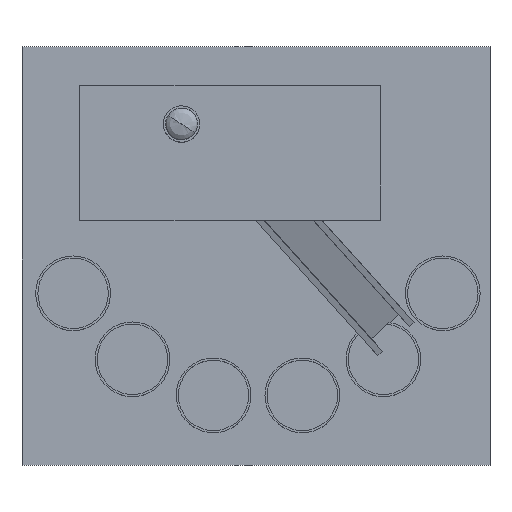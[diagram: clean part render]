
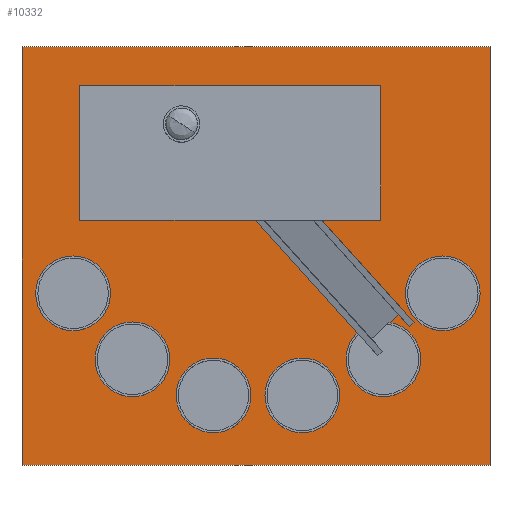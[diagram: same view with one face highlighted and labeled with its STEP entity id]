
A CAD part, top view. The second image highlights one B-rep face of the part: STEP entity #10332.
In plain terms, the highlighted face is planar.
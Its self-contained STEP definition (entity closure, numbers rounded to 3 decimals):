
#11 = DIRECTION ( 'NONE',  ( 0., 0., -1. ) ) ;
#18 = VECTOR ( 'NONE', #10406, 1000. ) ;
#100 = EDGE_CURVE ( 'NONE', #5819, #8463, #5557, .T. ) ;
#554 = ORIENTED_EDGE ( 'NONE', *, *, #14509, .F. ) ;
#569 = DIRECTION ( 'NONE',  ( 0., 0., -1. ) ) ;
#676 = CIRCLE ( 'NONE', #7488, 17.5 ) ;
#928 = ORIENTED_EDGE ( 'NONE', *, *, #14929, .F. ) ;
#941 = CARTESIAN_POINT ( 'NONE',  ( -144.537, -30.023, 0. ) ) ;
#1194 = DIRECTION ( 'NONE',  ( 0., 0., -1. ) ) ;
#1439 = ORIENTED_EDGE ( 'NONE', *, *, #3571, .F. ) ;
#1873 = CARTESIAN_POINT ( 'NONE',  ( -77.402, 139.279, 0. ) ) ;
#2033 = DIRECTION ( 'NONE',  ( 0., 0., -1. ) ) ;
#2266 = EDGE_CURVE ( 'NONE', #3135, #16821, #676, .T. ) ;
#2500 = VERTEX_POINT ( 'NONE', #1873 ) ;
#2540 = EDGE_LOOP ( 'NONE', ( #928, #8721 ) ) ;
#2595 = CARTESIAN_POINT ( 'NONE',  ( 51.553, 189.209, 0. ) ) ;
#2762 = VECTOR ( 'NONE', #2875, 1000. ) ;
#2875 = DIRECTION ( 'NONE',  ( 0., -1., 0. ) ) ;
#3135 = VERTEX_POINT ( 'NONE', #12598 ) ;
#3212 = EDGE_LOOP ( 'NONE', ( #9306, #1439 ) ) ;
#3314 = DIRECTION ( 'NONE',  ( 1., 0., 0. ) ) ;
#3333 = AXIS2_PLACEMENT_3D ( 'NONE', #17422, #11, #10921 ) ;
#3376 = ORIENTED_EDGE ( 'NONE', *, *, #100, .F. ) ;
#3384 = EDGE_CURVE ( 'NONE', #6603, #4138, #14955, .T. ) ;
#3445 = CIRCLE ( 'NONE', #9680, 17.5 ) ;
#3526 = CARTESIAN_POINT ( 'NONE',  ( -111.815, 59.709, 0. ) ) ;
#3571 = EDGE_CURVE ( 'NONE', #8203, #15688, #3886, .T. ) ;
#3886 = CIRCLE ( 'NONE', #3333, 17.5 ) ;
#4138 = VERTEX_POINT ( 'NONE', #14593 ) ;
#4170 = CARTESIAN_POINT ( 'NONE',  ( -112.402, 21.721, 0. ) ) ;
#4470 = ORIENTED_EDGE ( 'NONE', *, *, #6716, .F. ) ;
#4818 = CIRCLE ( 'NONE', #7361, 17.5 ) ;
#4859 = EDGE_CURVE ( 'NONE', #15688, #8203, #16940, .T. ) ;
#5096 = LINE ( 'NONE', #16095, #10713 ) ;
#5220 = CIRCLE ( 'NONE', #10316, 17.5 ) ;
#5298 = EDGE_LOOP ( 'NONE', ( #554, #14986 ) ) ;
#5359 = DIRECTION ( 'NONE',  ( -1., 0., 0. ) ) ;
#5386 = CARTESIAN_POINT ( 'NONE',  ( 51.553, -30.023, 0. ) ) ;
#5400 = ORIENTED_EDGE ( 'NONE', *, *, #3384, .F. ) ;
#5557 = LINE ( 'NONE', #9622, #2762 ) ;
#5695 = AXIS2_PLACEMENT_3D ( 'NONE', #3526, #10355, #8941 ) ;
#5808 = CARTESIAN_POINT ( 'NONE',  ( -77.402, 21.721, 0. ) ) ;
#5819 = VERTEX_POINT ( 'NONE', #12355 ) ;
#5916 = DIRECTION ( 'NONE',  ( 0., 0., -1. ) ) ;
#5996 = DIRECTION ( 'NONE',  ( 1., 0., 0. ) ) ;
#6138 = DIRECTION ( 'NONE',  ( 1., 0., 0. ) ) ;
#6208 = LINE ( 'NONE', #16950, #9864 ) ;
#6354 = EDGE_CURVE ( 'NONE', #9570, #8463, #6208, .T. ) ;
#6529 = FACE_BOUND ( 'NONE', #10466, .T. ) ;
#6603 = VERTEX_POINT ( 'NONE', #13727 ) ;
#6716 = EDGE_CURVE ( 'NONE', #16738, #5819, #5096, .T. ) ;
#7052 = AXIS2_PLACEMENT_3D ( 'NONE', #9894, #5916, #12652 ) ;
#7087 = CARTESIAN_POINT ( 'NONE',  ( -129.315, 59.709, 0. ) ) ;
#7207 = DIRECTION ( 'NONE',  ( 0., 0., -1. ) ) ;
#7361 = AXIS2_PLACEMENT_3D ( 'NONE', #11044, #9976, #3314 ) ;
#7459 = EDGE_CURVE ( 'NONE', #8347, #2500, #16980, .T. ) ;
#7472 = CARTESIAN_POINT ( 'NONE',  ( -94.315, 59.709, 0. ) ) ;
#7488 = AXIS2_PLACEMENT_3D ( 'NONE', #11145, #11323, #15322 ) ;
#7802 = AXIS2_PLACEMENT_3D ( 'NONE', #12290, #11139, #15050 ) ;
#7850 = FACE_BOUND ( 'NONE', #9561, .T. ) ;
#8024 = PLANE ( 'NONE',  #16308 ) ;
#8203 = VERTEX_POINT ( 'NONE', #4170 ) ;
#8347 = VERTEX_POINT ( 'NONE', #16689 ) ;
#8372 = CIRCLE ( 'NONE', #7802, 17.5 ) ;
#8463 = VERTEX_POINT ( 'NONE', #941 ) ;
#8465 = DIRECTION ( 'NONE',  ( 1., 0., 0. ) ) ;
#8536 = EDGE_CURVE ( 'NONE', #16821, #3135, #3445, .T. ) ;
#8708 = DIRECTION ( 'NONE',  ( 1., 0., 0. ) ) ;
#8721 = ORIENTED_EDGE ( 'NONE', *, *, #15354, .F. ) ;
#8867 = EDGE_LOOP ( 'NONE', ( #5400, #14822 ) ) ;
#8904 = LINE ( 'NONE', #14487, #18 ) ;
#8941 = DIRECTION ( 'NONE',  ( 1., 0., 0. ) ) ;
#9138 = CARTESIAN_POINT ( 'NONE',  ( -94.902, 21.721, 0. ) ) ;
#9306 = ORIENTED_EDGE ( 'NONE', *, *, #4859, .F. ) ;
#9321 = VERTEX_POINT ( 'NONE', #7087 ) ;
#9355 = CIRCLE ( 'NONE', #5695, 17.5 ) ;
#9358 = CARTESIAN_POINT ( 'NONE',  ( 0., 0., 0. ) ) ;
#9561 = EDGE_LOOP ( 'NONE', ( #13441, #10305 ) ) ;
#9570 = VERTEX_POINT ( 'NONE', #5386 ) ;
#9622 = CARTESIAN_POINT ( 'NONE',  ( -144.537, 189.209, 0. ) ) ;
#9680 = AXIS2_PLACEMENT_3D ( 'NONE', #14795, #1194, #17378 ) ;
#9715 = EDGE_LOOP ( 'NONE', ( #4470, #11961, #17049, #3376 ) ) ;
#9832 = AXIS2_PLACEMENT_3D ( 'NONE', #9138, #2033, #6138 ) ;
#9864 = VECTOR ( 'NONE', #15782, 1000. ) ;
#9894 = CARTESIAN_POINT ( 'NONE',  ( -94.902, 139.279, 0. ) ) ;
#9906 = CARTESIAN_POINT ( 'NONE',  ( -64., -6.103, 0. ) ) ;
#9939 = VERTEX_POINT ( 'NONE', #11073 ) ;
#9976 = DIRECTION ( 'NONE',  ( 0., 0., -1. ) ) ;
#10076 = DIRECTION ( 'NONE',  ( 1., 0., 0. ) ) ;
#10225 = CIRCLE ( 'NONE', #17033, 17.5 ) ;
#10305 = ORIENTED_EDGE ( 'NONE', *, *, #7459, .F. ) ;
#10316 = AXIS2_PLACEMENT_3D ( 'NONE', #9906, #14069, #10076 ) ;
#10332 = ADVANCED_FACE ( 'NONE', ( #14693, #14867, #14601, #7850, #6529, #10866, #13623 ), #8024, .F. ) ;
#10355 = DIRECTION ( 'NONE',  ( 0., 0., -1. ) ) ;
#10406 = DIRECTION ( 'NONE',  ( 0., -1., 0. ) ) ;
#10452 = EDGE_CURVE ( 'NONE', #4138, #6603, #8372, .T. ) ;
#10466 = EDGE_LOOP ( 'NONE', ( #13895, #17396 ) ) ;
#10713 = VECTOR ( 'NONE', #5359, 1000. ) ;
#10866 = FACE_BOUND ( 'NONE', #5298, .T. ) ;
#10921 = DIRECTION ( 'NONE',  ( 1., 0., 0. ) ) ;
#11044 = CARTESIAN_POINT ( 'NONE',  ( -64., -6.103, 0. ) ) ;
#11073 = CARTESIAN_POINT ( 'NONE',  ( -46.5, -6.103, 0. ) ) ;
#11139 = DIRECTION ( 'NONE',  ( 0., 0., -1. ) ) ;
#11145 = CARTESIAN_POINT ( 'NONE',  ( -64., 167.103, 0. ) ) ;
#11220 = DIRECTION ( 'NONE',  ( 0., 0., -1. ) ) ;
#11323 = DIRECTION ( 'NONE',  ( 0., 0., -1. ) ) ;
#11941 = DIRECTION ( 'NONE',  ( 0., 0., 1. ) ) ;
#11961 = ORIENTED_EDGE ( 'NONE', *, *, #15456, .T. ) ;
#12290 = CARTESIAN_POINT ( 'NONE',  ( -111.815, 101.291, 0. ) ) ;
#12355 = CARTESIAN_POINT ( 'NONE',  ( -144.537, 189.209, 0. ) ) ;
#12598 = CARTESIAN_POINT ( 'NONE',  ( -81.5, 167.103, 0. ) ) ;
#12652 = DIRECTION ( 'NONE',  ( 1., 0., 0. ) ) ;
#12763 = VERTEX_POINT ( 'NONE', #13286 ) ;
#12786 = CIRCLE ( 'NONE', #15628, 17.5 ) ;
#12917 = EDGE_CURVE ( 'NONE', #12763, #9939, #5220, .T. ) ;
#13286 = CARTESIAN_POINT ( 'NONE',  ( -81.5, -6.103, 0. ) ) ;
#13441 = ORIENTED_EDGE ( 'NONE', *, *, #15699, .F. ) ;
#13623 = FACE_OUTER_BOUND ( 'NONE', #9715, .T. ) ;
#13727 = CARTESIAN_POINT ( 'NONE',  ( -94.315, 101.291, 0. ) ) ;
#13895 = ORIENTED_EDGE ( 'NONE', *, *, #8536, .F. ) ;
#14069 = DIRECTION ( 'NONE',  ( 0., 0., -1. ) ) ;
#14487 = CARTESIAN_POINT ( 'NONE',  ( 51.553, 189.209, 0. ) ) ;
#14509 = EDGE_CURVE ( 'NONE', #9939, #12763, #4818, .T. ) ;
#14593 = CARTESIAN_POINT ( 'NONE',  ( -129.315, 101.291, 0. ) ) ;
#14601 = FACE_BOUND ( 'NONE', #8867, .T. ) ;
#14693 = FACE_BOUND ( 'NONE', #3212, .T. ) ;
#14795 = CARTESIAN_POINT ( 'NONE',  ( -64., 167.103, 0. ) ) ;
#14822 = ORIENTED_EDGE ( 'NONE', *, *, #10452, .F. ) ;
#14867 = FACE_BOUND ( 'NONE', #2540, .T. ) ;
#14929 = EDGE_CURVE ( 'NONE', #15778, #9321, #9355, .T. ) ;
#14955 = CIRCLE ( 'NONE', #17226, 17.5 ) ;
#14986 = ORIENTED_EDGE ( 'NONE', *, *, #12917, .F. ) ;
#15050 = DIRECTION ( 'NONE',  ( 1., 0., 0. ) ) ;
#15117 = CARTESIAN_POINT ( 'NONE',  ( -94.902, 139.279, 0. ) ) ;
#15128 = CARTESIAN_POINT ( 'NONE',  ( -46.5, 167.103, 0. ) ) ;
#15129 = CARTESIAN_POINT ( 'NONE',  ( -111.815, 101.291, 0. ) ) ;
#15225 = CARTESIAN_POINT ( 'NONE',  ( -111.815, 59.709, 0. ) ) ;
#15322 = DIRECTION ( 'NONE',  ( 1., 0., 0. ) ) ;
#15354 = EDGE_CURVE ( 'NONE', #9321, #15778, #10225, .T. ) ;
#15456 = EDGE_CURVE ( 'NONE', #16738, #9570, #8904, .T. ) ;
#15628 = AXIS2_PLACEMENT_3D ( 'NONE', #15117, #7207, #8708 ) ;
#15688 = VERTEX_POINT ( 'NONE', #5808 ) ;
#15699 = EDGE_CURVE ( 'NONE', #2500, #8347, #12786, .T. ) ;
#15778 = VERTEX_POINT ( 'NONE', #7472 ) ;
#15782 = DIRECTION ( 'NONE',  ( -1., 0., 0. ) ) ;
#16095 = CARTESIAN_POINT ( 'NONE',  ( 51.553, 189.209, 0. ) ) ;
#16308 = AXIS2_PLACEMENT_3D ( 'NONE', #9358, #11941, #17364 ) ;
#16689 = CARTESIAN_POINT ( 'NONE',  ( -112.402, 139.279, 0. ) ) ;
#16738 = VERTEX_POINT ( 'NONE', #2595 ) ;
#16821 = VERTEX_POINT ( 'NONE', #15128 ) ;
#16940 = CIRCLE ( 'NONE', #9832, 17.5 ) ;
#16950 = CARTESIAN_POINT ( 'NONE',  ( 51.553, -30.023, 0. ) ) ;
#16980 = CIRCLE ( 'NONE', #7052, 17.5 ) ;
#17033 = AXIS2_PLACEMENT_3D ( 'NONE', #15225, #569, #5996 ) ;
#17049 = ORIENTED_EDGE ( 'NONE', *, *, #6354, .T. ) ;
#17226 = AXIS2_PLACEMENT_3D ( 'NONE', #15129, #11220, #8465 ) ;
#17364 = DIRECTION ( 'NONE',  ( 1., 0., 0. ) ) ;
#17378 = DIRECTION ( 'NONE',  ( 1., 0., 0. ) ) ;
#17396 = ORIENTED_EDGE ( 'NONE', *, *, #2266, .F. ) ;
#17422 = CARTESIAN_POINT ( 'NONE',  ( -94.902, 21.721, 0. ) ) ;
